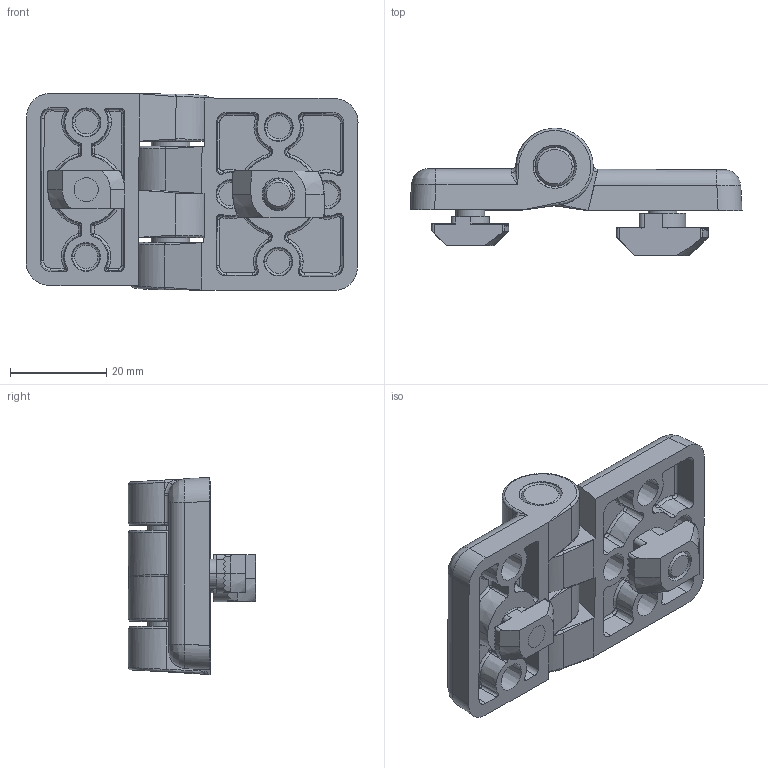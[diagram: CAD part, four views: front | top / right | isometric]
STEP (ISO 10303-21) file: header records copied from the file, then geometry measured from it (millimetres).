
FILE_DESCRIPTION (( 'STEP AP203' ), '1' );
FILE_NAME ('402535660_c_1.STEP', '2023-02-24T05:19:20', ( '' ), ( '' ), 'SwSTEP 2.0', 'SolidWorks 2014', '' );
FILE_SCHEMA (( 'CONFIG_CONTROL_DESIGN' ));
Length unit declared in the file: millimetre
Products named in the file (1): 402535660_c_1
Bounding box: 69.09 x 26.49 x 41.03 mm (x, y, z)
Volume: 22494.3 mm3; surface area: 15607.2 mm2
Topology: 7 solids, 7 shells, 507 faces, 1285 edges, 796 vertices
Faces by surface type: plane 159, cylinder 141, bspline 130, cone 74, torus 3
Entity records: 22079 total; most frequent: CARTESIAN_POINT 11131, ORIENTED_EDGE 2546, DIRECTION 1905, EDGE_CURVE 1273, VERTEX_POINT 796, AXIS2_PLACEMENT_3D 705, EDGE_LOOP 539, ADVANCED_FACE 507
